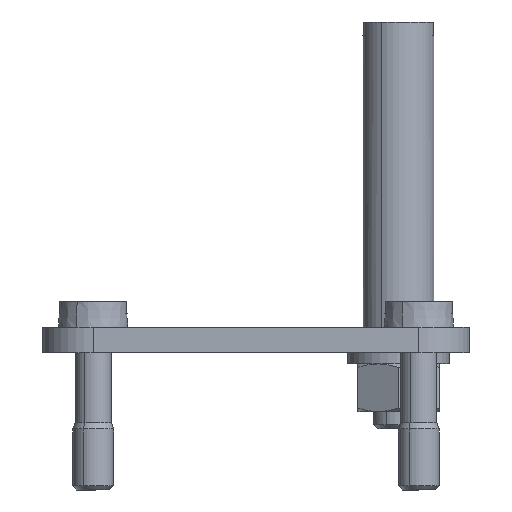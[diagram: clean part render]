
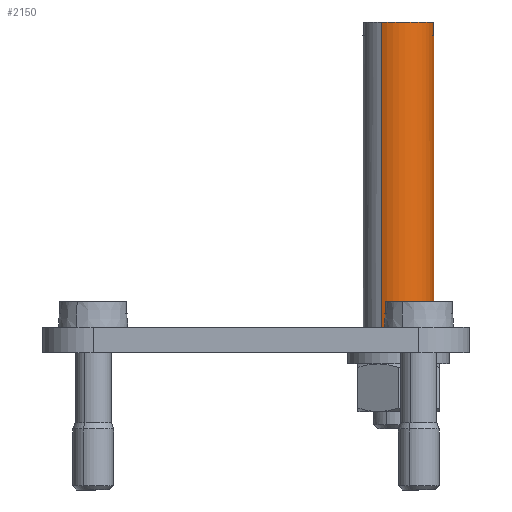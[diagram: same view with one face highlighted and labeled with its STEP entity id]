
A CAD part, front view. The second image highlights one B-rep face of the part: STEP entity #2150.
In plain terms, the highlighted cylindrical face has radius 3.5 mm (diameter 7 mm), a partial arc.
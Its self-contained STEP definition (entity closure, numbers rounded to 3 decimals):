
#1557=AXIS2_PLACEMENT_3D('Circle Axis2P3D',#1555,#1556,$) ;
#1910=AXIS2_PLACEMENT_3D('Circle Axis2P3D',#1908,#1909,$) ;
#2092=AXIS2_PLACEMENT_3D('Cylinder Axis2P3D',#2089,#2090,#2091) ;
#2132=AXIS2_PLACEMENT_3D('Circle Axis2P3D',#2130,#2131,$) ;
#2137=AXIS2_PLACEMENT_3D('Circle Axis2P3D',#2135,#2136,$) ;
#1550=CARTESIAN_POINT('Vertex',(33.322,89.428,16.)) ;
#1552=CARTESIAN_POINT('Vertex',(36.678,95.572,16.)) ;
#1555=CARTESIAN_POINT('Axis2P3D Location',(35.,92.5,16.)) ;
#1850=CARTESIAN_POINT('Vertex',(38.448,93.1,44.7)) ;
#1855=CARTESIAN_POINT('Line Origine',(38.448,93.1,45.35)) ;
#1859=CARTESIAN_POINT('Vertex',(38.448,93.1,46.)) ;
#1905=CARTESIAN_POINT('Vertex',(38.448,91.9,44.7)) ;
#1908=CARTESIAN_POINT('Axis2P3D Location',(35.,92.5,44.7)) ;
#1937=CARTESIAN_POINT('Vertex',(38.448,91.9,46.)) ;
#1940=CARTESIAN_POINT('Line Origine',(38.448,91.9,45.35)) ;
#2089=CARTESIAN_POINT('Axis2P3D Location',(35.,92.5,26.)) ;
#2098=CARTESIAN_POINT('Vertex',(36.678,95.572,46.)) ;
#2101=CARTESIAN_POINT('Line Origine',(36.678,95.572,31.)) ;
#2106=CARTESIAN_POINT('Line Origine',(33.322,89.428,31.)) ;
#2110=CARTESIAN_POINT('Vertex',(33.322,89.428,46.)) ;
#2130=CARTESIAN_POINT('Axis2P3D Location',(35.,92.5,46.)) ;
#2135=CARTESIAN_POINT('Axis2P3D Location',(35.,92.5,46.)) ;
#1556=DIRECTION('Axis2P3D Direction',(0.,-0.,1.)) ;
#1856=DIRECTION('Vector Direction',(0.,0.,-1.)) ;
#1909=DIRECTION('Axis2P3D Direction',(0.,0.,-1.)) ;
#1941=DIRECTION('Vector Direction',(0.,0.,-1.)) ;
#2090=DIRECTION('Axis2P3D Direction',(0.,0.,-1.)) ;
#2091=DIRECTION('Axis2P3D XDirection',(0.479,0.878,0.)) ;
#2102=DIRECTION('Vector Direction',(0.,0.,-1.)) ;
#2107=DIRECTION('Vector Direction',(0.,0.,-1.)) ;
#2131=DIRECTION('Axis2P3D Direction',(0.,0.,-1.)) ;
#2136=DIRECTION('Axis2P3D Direction',(0.,0.,-1.)) ;
#1857=VECTOR('Line Direction',#1856,1.) ;
#1942=VECTOR('Line Direction',#1941,1.) ;
#2103=VECTOR('Line Direction',#2102,1.) ;
#2108=VECTOR('Line Direction',#2107,1.) ;
#2141=ORIENTED_EDGE('',*,*,#2134,.T.) ;
#2142=ORIENTED_EDGE('',*,*,#2112,.F.) ;
#2143=ORIENTED_EDGE('',*,*,#1559,.F.) ;
#2144=ORIENTED_EDGE('',*,*,#2105,.T.) ;
#2145=ORIENTED_EDGE('',*,*,#2139,.T.) ;
#2146=ORIENTED_EDGE('',*,*,#1861,.T.) ;
#2147=ORIENTED_EDGE('',*,*,#1912,.T.) ;
#2148=ORIENTED_EDGE('',*,*,#1944,.F.) ;
#2150=ADVANCED_FACE('Hauptk\X2\00F6\X0\rper',(#2149),#2093,.T.) ;
#1558=CIRCLE('generated circle',#1557,3.5) ;
#1911=CIRCLE('generated circle',#1910,3.5) ;
#2133=CIRCLE('generated circle',#2132,3.5) ;
#2138=CIRCLE('generated circle',#2137,3.5) ;
#2093=CYLINDRICAL_SURFACE('generated cylinder',#2092,3.5) ;
#1559=EDGE_CURVE('',#1553,#1551,#1558,.F.) ;
#1861=EDGE_CURVE('',#1860,#1851,#1858,.T.) ;
#1912=EDGE_CURVE('',#1851,#1906,#1911,.T.) ;
#1944=EDGE_CURVE('',#1938,#1906,#1943,.T.) ;
#2105=EDGE_CURVE('',#1553,#2099,#2104,.F.) ;
#2112=EDGE_CURVE('',#1551,#2111,#2109,.F.) ;
#2134=EDGE_CURVE('',#1938,#2111,#2133,.T.) ;
#2139=EDGE_CURVE('',#2099,#1860,#2138,.T.) ;
#2140=EDGE_LOOP('',(#2141,#2142,#2143,#2144,#2145,#2146,#2147,#2148)) ;
#2149=FACE_OUTER_BOUND('',#2140,.T.) ;
#1858=LINE('Line',#1855,#1857) ;
#1943=LINE('Line',#1940,#1942) ;
#2104=LINE('Line',#2101,#2103) ;
#2109=LINE('Line',#2106,#2108) ;
#1551=VERTEX_POINT('',#1550) ;
#1553=VERTEX_POINT('',#1552) ;
#1851=VERTEX_POINT('',#1850) ;
#1860=VERTEX_POINT('',#1859) ;
#1906=VERTEX_POINT('',#1905) ;
#1938=VERTEX_POINT('',#1937) ;
#2099=VERTEX_POINT('',#2098) ;
#2111=VERTEX_POINT('',#2110) ;
